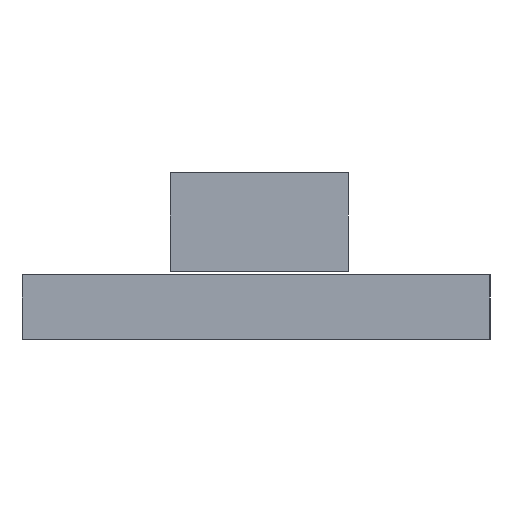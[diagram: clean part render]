
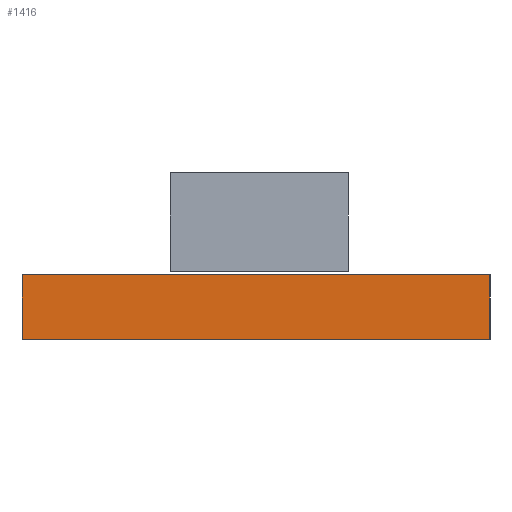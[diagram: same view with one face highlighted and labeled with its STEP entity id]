
A CAD part, left-side view. The second image highlights one B-rep face of the part: STEP entity #1416.
In plain terms, the highlighted planar face has unit normal (-1, 0, 0).
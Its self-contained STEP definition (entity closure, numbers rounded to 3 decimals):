
#1235 = PLANE('',#1236);
#1236 = AXIS2_PLACEMENT_3D('',#1237,#1238,#1239);
#1237 = CARTESIAN_POINT('',(184.85,-101.75,0.));
#1238 = DIRECTION('',(0.,-1.,0.));
#1239 = DIRECTION('',(-1.,0.,0.));
#1260 = VERTEX_POINT('',#1261);
#1261 = CARTESIAN_POINT('',(142.75,-101.75,0.98));
#1275 = PLANE('',#1276);
#1276 = AXIS2_PLACEMENT_3D('',#1277,#1278,#1279);
#1277 = CARTESIAN_POINT('',(163.8,-98.2,0.98));
#1278 = DIRECTION('',(-0.,-0.,-1.));
#1279 = DIRECTION('',(-1.,0.,0.));
#1287 = EDGE_CURVE('',#1288,#1260,#1290,.T.);
#1288 = VERTEX_POINT('',#1289);
#1289 = CARTESIAN_POINT('',(142.75,-101.75,0.));
#1290 = SURFACE_CURVE('',#1291,(#1295,#1302),.PCURVE_S1.);
#1291 = LINE('',#1292,#1293);
#1292 = CARTESIAN_POINT('',(142.75,-101.75,0.));
#1293 = VECTOR('',#1294,1.);
#1294 = DIRECTION('',(0.,0.,1.));
#1295 = PCURVE('',#1235,#1296);
#1296 = DEFINITIONAL_REPRESENTATION('',(#1297),#1301);
#1297 = LINE('',#1298,#1299);
#1298 = CARTESIAN_POINT('',(42.1,0.));
#1299 = VECTOR('',#1300,1.);
#1300 = DIRECTION('',(0.,-1.));
#1301 = ( GEOMETRIC_REPRESENTATION_CONTEXT(2) 
PARAMETRIC_REPRESENTATION_CONTEXT() REPRESENTATION_CONTEXT('2D SPACE',''
  ) );
#1302 = PCURVE('',#1303,#1308);
#1303 = PLANE('',#1304);
#1304 = AXIS2_PLACEMENT_3D('',#1305,#1306,#1307);
#1305 = CARTESIAN_POINT('',(142.75,-101.75,0.));
#1306 = DIRECTION('',(-1.,0.,0.));
#1307 = DIRECTION('',(0.,1.,0.));
#1308 = DEFINITIONAL_REPRESENTATION('',(#1309),#1313);
#1309 = LINE('',#1310,#1311);
#1310 = CARTESIAN_POINT('',(0.,0.));
#1311 = VECTOR('',#1312,1.);
#1312 = DIRECTION('',(0.,-1.));
#1313 = ( GEOMETRIC_REPRESENTATION_CONTEXT(2) 
PARAMETRIC_REPRESENTATION_CONTEXT() REPRESENTATION_CONTEXT('2D SPACE',''
  ) );
#1329 = PLANE('',#1330);
#1330 = AXIS2_PLACEMENT_3D('',#1331,#1332,#1333);
#1331 = CARTESIAN_POINT('',(163.8,-98.2,0.));
#1332 = DIRECTION('',(-0.,-0.,-1.));
#1333 = DIRECTION('',(-1.,0.,0.));
#1362 = PLANE('',#1363);
#1363 = AXIS2_PLACEMENT_3D('',#1364,#1365,#1366);
#1364 = CARTESIAN_POINT('',(142.75,-94.65,0.));
#1365 = DIRECTION('',(0.,1.,0.));
#1366 = DIRECTION('',(1.,0.,0.));
#1416 = ADVANCED_FACE('',(#1417),#1303,.T.);
#1417 = FACE_BOUND('',#1418,.T.);
#1418 = EDGE_LOOP('',(#1419,#1420,#1443,#1466));
#1419 = ORIENTED_EDGE('',*,*,#1287,.T.);
#1420 = ORIENTED_EDGE('',*,*,#1421,.T.);
#1421 = EDGE_CURVE('',#1260,#1422,#1424,.T.);
#1422 = VERTEX_POINT('',#1423);
#1423 = CARTESIAN_POINT('',(142.75,-94.65,0.98));
#1424 = SURFACE_CURVE('',#1425,(#1429,#1436),.PCURVE_S1.);
#1425 = LINE('',#1426,#1427);
#1426 = CARTESIAN_POINT('',(142.75,-101.75,0.98));
#1427 = VECTOR('',#1428,1.);
#1428 = DIRECTION('',(0.,1.,0.));
#1429 = PCURVE('',#1303,#1430);
#1430 = DEFINITIONAL_REPRESENTATION('',(#1431),#1435);
#1431 = LINE('',#1432,#1433);
#1432 = CARTESIAN_POINT('',(0.,-0.98));
#1433 = VECTOR('',#1434,1.);
#1434 = DIRECTION('',(1.,0.));
#1435 = ( GEOMETRIC_REPRESENTATION_CONTEXT(2) 
PARAMETRIC_REPRESENTATION_CONTEXT() REPRESENTATION_CONTEXT('2D SPACE',''
  ) );
#1436 = PCURVE('',#1275,#1437);
#1437 = DEFINITIONAL_REPRESENTATION('',(#1438),#1442);
#1438 = LINE('',#1439,#1440);
#1439 = CARTESIAN_POINT('',(21.05,-3.55));
#1440 = VECTOR('',#1441,1.);
#1441 = DIRECTION('',(0.,1.));
#1442 = ( GEOMETRIC_REPRESENTATION_CONTEXT(2) 
PARAMETRIC_REPRESENTATION_CONTEXT() REPRESENTATION_CONTEXT('2D SPACE',''
  ) );
#1443 = ORIENTED_EDGE('',*,*,#1444,.F.);
#1444 = EDGE_CURVE('',#1445,#1422,#1447,.T.);
#1445 = VERTEX_POINT('',#1446);
#1446 = CARTESIAN_POINT('',(142.75,-94.65,0.));
#1447 = SURFACE_CURVE('',#1448,(#1452,#1459),.PCURVE_S1.);
#1448 = LINE('',#1449,#1450);
#1449 = CARTESIAN_POINT('',(142.75,-94.65,0.));
#1450 = VECTOR('',#1451,1.);
#1451 = DIRECTION('',(0.,0.,1.));
#1452 = PCURVE('',#1303,#1453);
#1453 = DEFINITIONAL_REPRESENTATION('',(#1454),#1458);
#1454 = LINE('',#1455,#1456);
#1455 = CARTESIAN_POINT('',(7.1,0.));
#1456 = VECTOR('',#1457,1.);
#1457 = DIRECTION('',(0.,-1.));
#1458 = ( GEOMETRIC_REPRESENTATION_CONTEXT(2) 
PARAMETRIC_REPRESENTATION_CONTEXT() REPRESENTATION_CONTEXT('2D SPACE',''
  ) );
#1459 = PCURVE('',#1362,#1460);
#1460 = DEFINITIONAL_REPRESENTATION('',(#1461),#1465);
#1461 = LINE('',#1462,#1463);
#1462 = CARTESIAN_POINT('',(0.,0.));
#1463 = VECTOR('',#1464,1.);
#1464 = DIRECTION('',(0.,-1.));
#1465 = ( GEOMETRIC_REPRESENTATION_CONTEXT(2) 
PARAMETRIC_REPRESENTATION_CONTEXT() REPRESENTATION_CONTEXT('2D SPACE',''
  ) );
#1466 = ORIENTED_EDGE('',*,*,#1467,.F.);
#1467 = EDGE_CURVE('',#1288,#1445,#1468,.T.);
#1468 = SURFACE_CURVE('',#1469,(#1473,#1480),.PCURVE_S1.);
#1469 = LINE('',#1470,#1471);
#1470 = CARTESIAN_POINT('',(142.75,-101.75,0.));
#1471 = VECTOR('',#1472,1.);
#1472 = DIRECTION('',(0.,1.,0.));
#1473 = PCURVE('',#1303,#1474);
#1474 = DEFINITIONAL_REPRESENTATION('',(#1475),#1479);
#1475 = LINE('',#1476,#1477);
#1476 = CARTESIAN_POINT('',(0.,0.));
#1477 = VECTOR('',#1478,1.);
#1478 = DIRECTION('',(1.,0.));
#1479 = ( GEOMETRIC_REPRESENTATION_CONTEXT(2) 
PARAMETRIC_REPRESENTATION_CONTEXT() REPRESENTATION_CONTEXT('2D SPACE',''
  ) );
#1480 = PCURVE('',#1329,#1481);
#1481 = DEFINITIONAL_REPRESENTATION('',(#1482),#1486);
#1482 = LINE('',#1483,#1484);
#1483 = CARTESIAN_POINT('',(21.05,-3.55));
#1484 = VECTOR('',#1485,1.);
#1485 = DIRECTION('',(0.,1.));
#1486 = ( GEOMETRIC_REPRESENTATION_CONTEXT(2) 
PARAMETRIC_REPRESENTATION_CONTEXT() REPRESENTATION_CONTEXT('2D SPACE',''
  ) );
